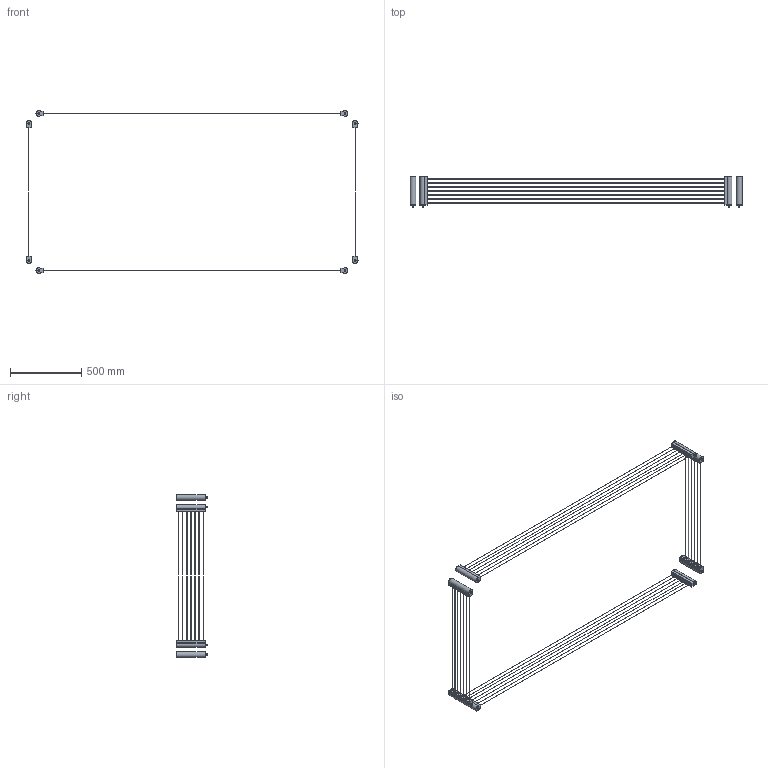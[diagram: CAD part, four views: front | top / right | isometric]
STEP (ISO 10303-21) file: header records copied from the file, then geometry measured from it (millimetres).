
FILE_DESCRIPTION(/* description */ (''),/* implementation_level */ '2;1');
FILE_NAME(/* name */ 'Light Curtain v4.step',/* time_stamp */ '2020-06-05T13:16:30+10:00',/* author */ (''),/* organization */ (''),/* preprocessor_version */ 'ST-DEVELOPER v18.1',/* originating_system */ 'Autodesk Translation Framework v9.3.0.1241',/* authorisation */ '');
FILE_SCHEMA (('AUTOMOTIVE_DESIGN { 1 0 10303 214 3 1 1 }'));
Length unit declared in the file: millimetre
Products named in the file (1): Light Curtain
Bounding box: 2330.99 x 215 x 1142.99 mm (x, y, z)
Volume: 2722447.7 mm3; surface area: 418307.6 mm2
Topology: 36 solids, 36 shells, 732 faces, 1652 edges, 1024 vertices
Faces by surface type: plane 400, cylinder 228, cone 88, bspline 16
Full cylindrical faces by diameter (mm): 1 x28, 6 x8, 6.446 x16, 7.866 x39, 12 x8
Entity records: 30697 total; most frequent: CARTESIAN_POINT 14916, ORIENTED_EDGE 3304, DIRECTION 3014, EDGE_CURVE 1652, VERTEX_POINT 1024, AXIS2_PLACEMENT_3D 1013, LINE 988, VECTOR 988
